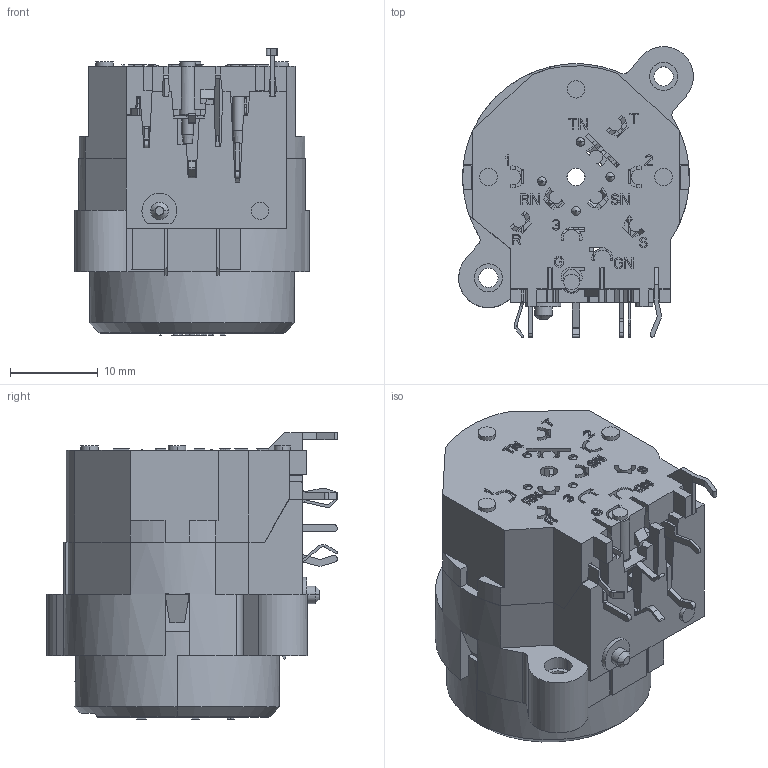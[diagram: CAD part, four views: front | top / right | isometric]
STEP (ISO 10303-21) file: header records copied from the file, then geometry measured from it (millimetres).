
FILE_DESCRIPTION((''),'2;1');
FILE_NAME('ACJC6HL.stp','2008-03-11T12:22:21',('minh'),(''),'Autodesk Inventor 10','Autodesk Inventor 10','');
FILE_SCHEMA(('AUTOMOTIVE_DESIGN { 1 0 10303 214 1 1 1 1 }'));
Length unit declared in the file: millimetre
Products named in the file (11): ACJC6HL; BOTTOM-SHELL; UPPER-SHELL; CONTACT-G; LATCH; CONTACT-3; CONTACT-1; CONTACT-2; CONTACT-S; CONTACT-R; CONTACT-T
Assembly tree (10 placements, depth 2):
  ACJC6HL
    BOTTOM-SHELL
    UPPER-SHELL
    CONTACT-G
    LATCH
    CONTACT-3
    CONTACT-1
    CONTACT-2
    CONTACT-S
    CONTACT-R
    CONTACT-T
Bounding box: 26.8 x 33.2 x 32.7 mm (x, y, z)
Volume: 7602.8 mm3; surface area: 13720.5 mm2
Topology: 10 solids, 10 shells, 2071 faces, 5906 edges, 3882 vertices
Faces by surface type: plane 1618, cylinder 387, cone 61, torus 5
Entity records: 67321 total; most frequent: CARTESIAN_POINT 12104, ORIENTED_EDGE 11812, DIRECTION 11021, EDGE_CURVE 5906, VECTOR 4881, LINE 4881, VERTEX_POINT 3882, AXIS2_PLACEMENT_3D 3070
